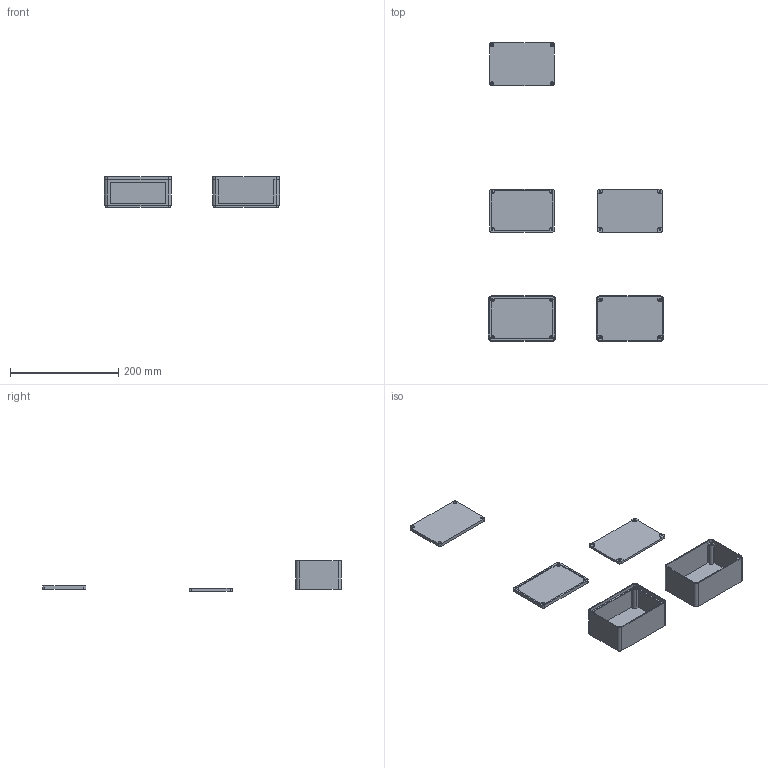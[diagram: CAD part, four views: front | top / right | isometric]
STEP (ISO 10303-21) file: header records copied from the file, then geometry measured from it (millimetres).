
FILE_DESCRIPTION(/* description */ (''),/* implementation_level */ '2;1');
FILE_NAME(/* name */ 'Customizable project box_STEP.step',/* time_stamp */ '2021-03-20T12:54:29-07:00',/* author */ (''),/* organization */ (''),/* preprocessor_version */ 'ST-DEVELOPER v18.1',/* originating_system */ 'Autodesk Translation Framework v9.7.0.1280',/* authorisation */ '');
FILE_SCHEMA (('AUTOMOTIVE_DESIGN { 1 0 10303 214 3 1 1 }'));
Length unit declared in the file: millimetre
Products named in the file (1): Customizable project box_v2
Bounding box: 324 x 553 x 57 mm (x, y, z)
Volume: 317140.5 mm3; surface area: 191071.5 mm2
Topology: 5 solids, 5 shells, 210 faces, 496 edges, 328 vertices
Faces by surface type: plane 126, cylinder 76, cone 8
Full cylindrical faces by diameter (mm): 2.7 x8, 3.4 x12, 6 x12
Entity records: 6101 total; most frequent: DIRECTION 1078, CARTESIAN_POINT 1035, ORIENTED_EDGE 992, EDGE_CURVE 496, AXIS2_PLACEMENT_3D 371, LINE 336, VECTOR 336, VERTEX_POINT 328
